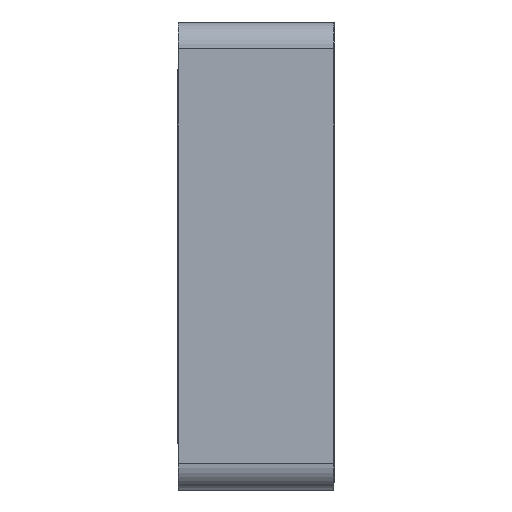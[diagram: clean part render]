
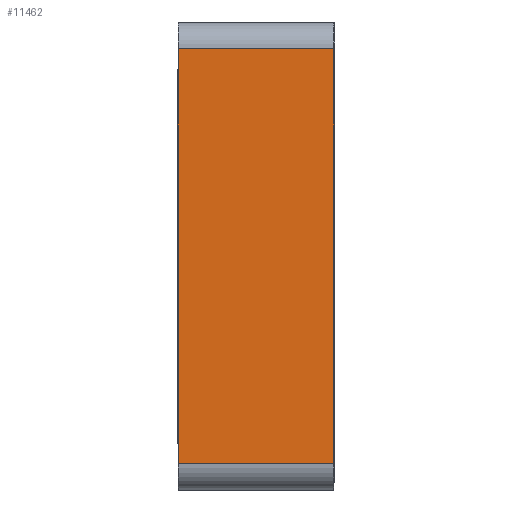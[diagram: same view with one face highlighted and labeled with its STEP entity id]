
A CAD part, left-side view. The second image highlights one B-rep face of the part: STEP entity #11462.
In plain terms, the highlighted planar face has unit normal (-1, 0, 0).
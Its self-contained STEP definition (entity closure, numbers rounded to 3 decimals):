
#507 = CARTESIAN_POINT ( 'NONE',  ( -6., 4., 5.32 ) ) ;
#571 = EDGE_CURVE ( 'NONE', #6694, #2001, #16583, .T. ) ;
#621 = PLANE ( 'NONE',  #9938 ) ;
#1925 = VECTOR ( 'NONE', #4878, 1000. ) ;
#2001 = VERTEX_POINT ( 'NONE', #11291 ) ;
#2197 = LINE ( 'NONE', #8413, #1925 ) ;
#3407 = ORIENTED_EDGE ( 'NONE', *, *, #571, .T. ) ;
#3540 = VECTOR ( 'NONE', #10222, 1000. ) ;
#3648 = CARTESIAN_POINT ( 'NONE',  ( -6., 0., 5.32 ) ) ;
#4026 = CARTESIAN_POINT ( 'NONE',  ( -6., 4., -5.32 ) ) ;
#4340 = EDGE_CURVE ( 'NONE', #5701, #16290, #11510, .T. ) ;
#4878 = DIRECTION ( 'NONE',  ( 0., 0., 1. ) ) ;
#5701 = VERTEX_POINT ( 'NONE', #3648 ) ;
#6541 = CARTESIAN_POINT ( 'NONE',  ( -6., 4., -5.32 ) ) ;
#6694 = VERTEX_POINT ( 'NONE', #4026 ) ;
#7133 = CARTESIAN_POINT ( 'NONE',  ( -6., 4., 6. ) ) ;
#7254 = EDGE_CURVE ( 'NONE', #2001, #5701, #11459, .T. ) ;
#7605 = ORIENTED_EDGE ( 'NONE', *, *, #7254, .T. ) ;
#8413 = CARTESIAN_POINT ( 'NONE',  ( -6., 4., 6. ) ) ;
#8979 = DIRECTION ( 'NONE',  ( 0., 1., 0. ) ) ;
#9321 = EDGE_CURVE ( 'NONE', #6694, #16290, #2197, .T. ) ;
#9711 = DIRECTION ( 'NONE',  ( 1., 0., 0. ) ) ;
#9938 = AXIS2_PLACEMENT_3D ( 'NONE', #7133, #9711, #12077 ) ;
#10222 = DIRECTION ( 'NONE',  ( 0., 0., 1. ) ) ;
#10300 = CARTESIAN_POINT ( 'NONE',  ( -6., 0., 6. ) ) ;
#11291 = CARTESIAN_POINT ( 'NONE',  ( -6., 0., -5.32 ) ) ;
#11459 = LINE ( 'NONE', #10300, #3540 ) ;
#11462 = ADVANCED_FACE ( 'NONE', ( #13517 ), #621, .F. ) ;
#11510 = LINE ( 'NONE', #16680, #12447 ) ;
#12077 = DIRECTION ( 'NONE',  ( 0., 0., -1. ) ) ;
#12447 = VECTOR ( 'NONE', #8979, 1000. ) ;
#12839 = EDGE_LOOP ( 'NONE', ( #15445, #3407, #7605, #13642 ) ) ;
#13517 = FACE_OUTER_BOUND ( 'NONE', #12839, .T. ) ;
#13642 = ORIENTED_EDGE ( 'NONE', *, *, #4340, .T. ) ;
#14220 = VECTOR ( 'NONE', #15139, 1000. ) ;
#15139 = DIRECTION ( 'NONE',  ( 0., -1., 0. ) ) ;
#15445 = ORIENTED_EDGE ( 'NONE', *, *, #9321, .F. ) ;
#16290 = VERTEX_POINT ( 'NONE', #507 ) ;
#16583 = LINE ( 'NONE', #6541, #14220 ) ;
#16680 = CARTESIAN_POINT ( 'NONE',  ( -6., 4., 5.32 ) ) ;
